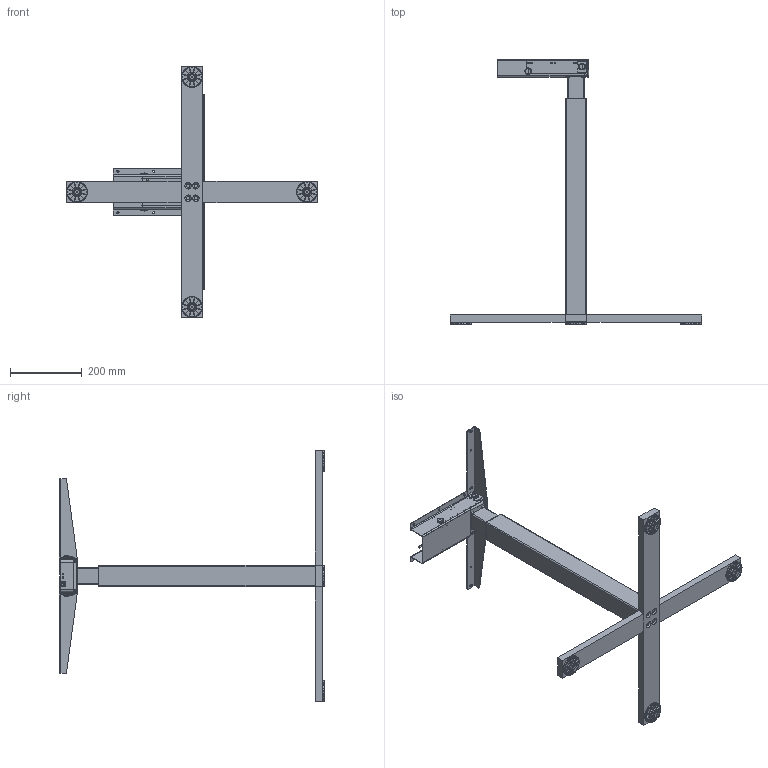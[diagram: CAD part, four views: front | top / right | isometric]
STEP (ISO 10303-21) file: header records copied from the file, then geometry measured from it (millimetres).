
FILE_DESCRIPTION (( 'STEP AP203' ), '1' );
FILE_NAME ('50588xK C-1 FLEX 1b_2D.STEP', '2019-01-04T08:32:21', ( '' ), ( '' ), 'SwSTEP 2.0', 'SolidWorks 2015', '' );
FILE_SCHEMA (( 'CONFIG_CONTROL_DESIGN' ));
Products named in the file (1): 50588xK C-1 FLEX 1b_2D
Bounding box: 700 x 738.4 x 700 mm (x, y, z)
Surface area: 635235 mm2 (no closed solid volume)
Topology: 0 solids, 105 shells, 780 faces, 3760 edges, 3113 vertices
Faces by surface type: plane 326, cylinder 305, cone 76, torus 59, sphere 10, bspline 4
Entity records: 38944 total; most frequent: CARTESIAN_POINT 9286, DIRECTION 6270, ORIENTED_EDGE 5101, EDGE_CURVE 3758, VERTEX_POINT 3113, AXIS2_PLACEMENT_3D 2145, LINE 1980, VECTOR 1980
